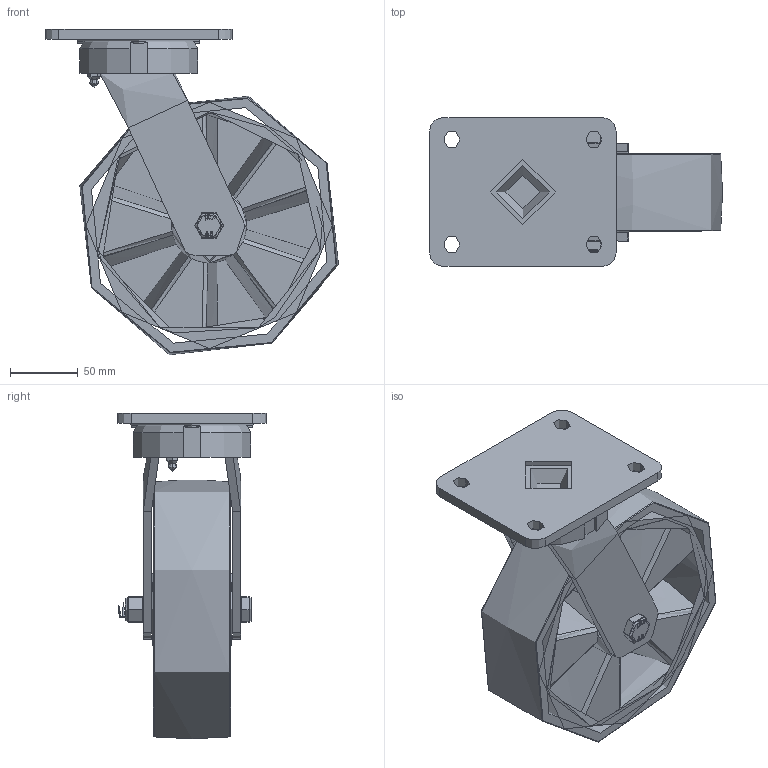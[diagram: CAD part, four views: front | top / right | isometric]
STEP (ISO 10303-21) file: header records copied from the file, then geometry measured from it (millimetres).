
FILE_DESCRIPTION(/* description */ ('','CAx-IF Rec.Pracs.---Representation and Presentation of Product Manufacturing Information (PMI)---4.0---2014-10-13'),/* implementation_level */ '2;1');
FILE_NAME(/* name */ 'BZKL200XPNB.step',/* time_stamp */ '2025-03-05T09:30:48Z',/* author */ (''),/* organization */ (''),/* preprocessor_version */ 'ST-DEVELOPER v20',/* originating_system */ 'Autodesk Translation Framework v13.20.0.188',/* authorisation */ '');
FILE_SCHEMA (('AP242_MANAGED_MODEL_BASED_3D_ENGINEERING_MIM_LF { 1 0 10303 442 1 1 4 }'));
Length unit declared in the file: millimetre
Products named in the file (23): BZKL200XPNB; BZKL200AS - 60 v1; FABRICATED STEEL TOP PLATE (1); FABRICATED STEEL FORKS (1); FABRICATED STEEL FORKS Geometry (1); GREESE NIPPLE (1); BZXH200WPNRB - 2 v1; BROWN POLYURETHANE TYRE; NYLON RIM; NYLON RIM Geometry; CAP; ROLLER BEARING; CAGE; RIBS; Component3; TUBEM20X60 v1; ZINC PLATED STEEL TUBE; HEXBOLTM12X90Z8.8 v2; GRADE 8.8 ZINC PLATED BOLT; NYLOCM12Z14MM v1; NYLOC NUT; NUT; RUBBER
Assembly tree (31 placements, depth 5):
  BZKL200XPNB
    BZKL200AS - 60 v1
      FABRICATED STEEL TOP PLATE (1)
      FABRICATED STEEL FORKS (1)
        FABRICATED STEEL FORKS Geometry (1)
        GREESE NIPPLE (1)
    BZXH200WPNRB - 2 v1
      BROWN POLYURETHANE TYRE
      NYLON RIM
        NYLON RIM Geometry
        CAP
      ROLLER BEARING
        CAGE
        RIBS
          Component3  x10
    TUBEM20X60 v1
      ZINC PLATED STEEL TUBE
    HEXBOLTM12X90Z8.8 v2
      GRADE 8.8 ZINC PLATED BOLT
    NYLOCM12Z14MM v1
      NYLOC NUT
        NUT
        RUBBER
Bounding box: 216.63 x 110 x 240.63 mm (x, y, z)
Volume: 1178492 mm3; surface area: 369811 mm2
Topology: 21 solids, 21 shells, 594 faces, 1533 edges, 970 vertices
Faces by surface type: plane 280, cylinder 154, bspline 126, sphere 19, torus 11, cone 4
Full cylindrical faces by diameter (mm): 5 x10, 9.836 x16, 11.834 x16, 12 x3, 12.5 x1, 13 x2, 14 x2, 17.75 x1, 18.5 x1, 19.9 x1, 25 x2, 26 x1, 34.5 x1, 35 x1, 39.9 x1, 40 x1, 48 x1, 55.5 x2, 87 x1, 90 x1, 166 x1, 182 x2
Entity records: 32355 total; most frequent: CARTESIAN_POINT 18374, ORIENTED_EDGE 2998, DIRECTION 2517, EDGE_CURVE 1499, VERTEX_POINT 952, AXIS2_PLACEMENT_3D 951, EDGE_LOOP 629, LINE 615
